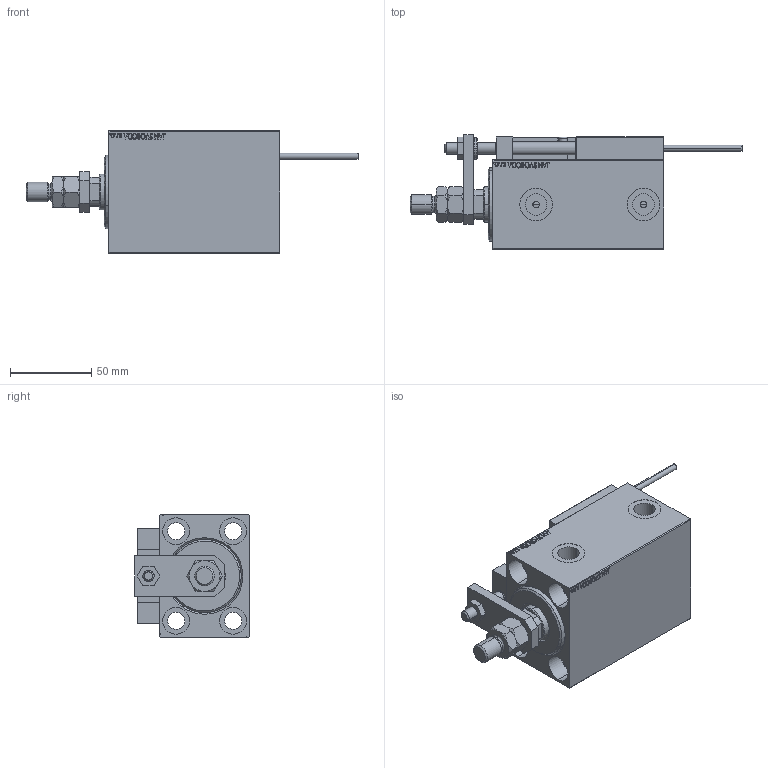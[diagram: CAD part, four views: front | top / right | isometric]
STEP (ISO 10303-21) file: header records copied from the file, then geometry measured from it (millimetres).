
FILE_DESCRIPTION (( 'STEP AP203' ), '1' );
FILE_NAME ('0723.STEP', '2021-11-01T16:08:47', ( '' ), ( '' ), 'SwSTEP 2.0', 'SolidWorks 2019', '' );
FILE_SCHEMA (( 'CONFIG_CONTROL_DESIGN' ));
Length unit declared in the file: millimetre
Products named in the file (16): SWITCH X a86d96c10830fa317d62b34f6d638442; KONCOVKA a86d96c10830fa317d62b34f6d638442; NUT_D12 a86d96c10830fa317d62b34f6d638442; ALLEN BOLT D5 a86d96c10830fa317d62b34f6d638442; V450CM_VC_B a86d96c10830fa317d62b34f6d638442; V450CM_C_VCP a86d96c10830fa317d62b34f6d638442; Block a86d96c10830fa317d62b34f6d638442; SWITCH_X_FRONT_BACK a86d96c10830fa317d62b34f6d638442; TYC_L79 a86d96c10830fa317d62b34f6d638442; X_Y_MTA a86d96c10830fa317d62b34f6d638442; V450CM_C a86d96c10830fa317d62b34f6d638442; MAGNET a86d96c10830fa317d62b34f6d638442; 0723; ZARAZKA a86d96c10830fa317d62b34f6d638442; ALLEN BOLT D8 a86d96c10830fa317d62b34f6d638442; SWITCH DIM B,W a86d96c10830fa317d62b34f6d638442
Assembly tree (25 placements, depth 3):
  0723
    V450CM_C a86d96c10830fa317d62b34f6d638442
    SWITCH X a86d96c10830fa317d62b34f6d638442
      SWITCH_X_FRONT_BACK a86d96c10830fa317d62b34f6d638442  x2
      TYC_L79 a86d96c10830fa317d62b34f6d638442
      Block a86d96c10830fa317d62b34f6d638442  x2
      ALLEN BOLT D5 a86d96c10830fa317d62b34f6d638442  x4
      ALLEN BOLT D8 a86d96c10830fa317d62b34f6d638442  x4
      MAGNET a86d96c10830fa317d62b34f6d638442  x2
      KONCOVKA a86d96c10830fa317d62b34f6d638442  x2
    NUT_D12 a86d96c10830fa317d62b34f6d638442
    SWITCH DIM B,W a86d96c10830fa317d62b34f6d638442
    ZARAZKA a86d96c10830fa317d62b34f6d638442
    V450CM_C_VCP a86d96c10830fa317d62b34f6d638442
    V450CM_VC_B a86d96c10830fa317d62b34f6d638442
    X_Y_MTA a86d96c10830fa317d62b34f6d638442
Bounding box: 204 x 70.5 x 75 mm (x, y, z)
Volume: 418461.6 mm3; surface area: 107536.8 mm2
Topology: 24 solids, 24 shells, 1348 faces, 3214 edges, 2045 vertices
Faces by surface type: plane 580, bspline 380, cylinder 204, cone 134, torus 46, sphere 4
Entity records: 52496 total; most frequent: CARTESIAN_POINT 26747, ORIENTED_EDGE 5448, DIRECTION 3734, EDGE_CURVE 2724, VERTEX_POINT 1769, VECTOR 1522, LINE 1522, EDGE_LOOP 1265
